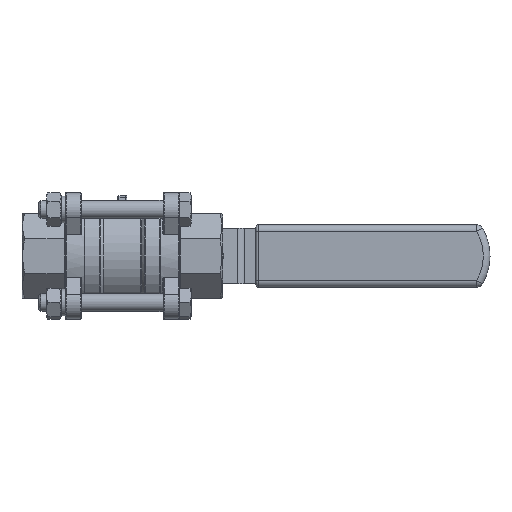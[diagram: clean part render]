
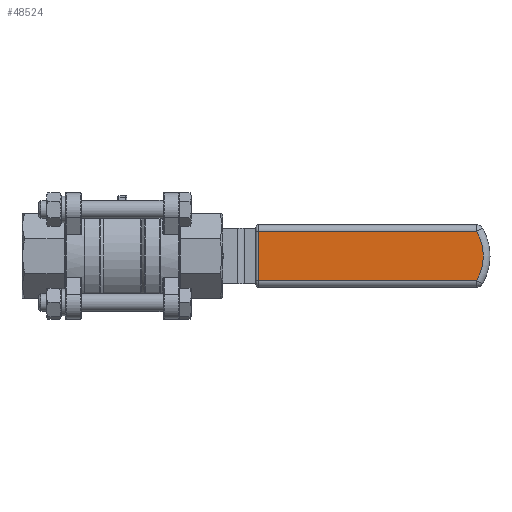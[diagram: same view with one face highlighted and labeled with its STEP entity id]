
A CAD part, front view. The second image highlights one B-rep face of the part: STEP entity #48524.
In plain terms, the highlighted planar face has unit normal (0, -1, 0).
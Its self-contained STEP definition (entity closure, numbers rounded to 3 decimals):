
#3903 = CARTESIAN_POINT ( 'NONE',  ( 160.711, 88., -11. ) ) ;
#4072 = VERTEX_POINT ( 'NONE', #42970 ) ;
#6095 = LINE ( 'NONE', #3903, #40951 ) ;
#12536 = DIRECTION ( 'NONE',  ( 0., 0., 1. ) ) ;
#15359 = PLANE ( 'NONE',  #25506 ) ;
#18406 = DIRECTION ( 'NONE',  ( 0., -1., 0. ) ) ;
#18987 = DIRECTION ( 'NONE',  ( -1., 0., 0. ) ) ;
#21043 = CARTESIAN_POINT ( 'NONE',  ( 159.052, 88., -11. ) ) ;
#21993 = VERTEX_POINT ( 'NONE', #21043 ) ;
#23637 = CARTESIAN_POINT ( 'NONE',  ( 159.052, 88., 11. ) ) ;
#23741 = FACE_OUTER_BOUND ( 'NONE', #63187, .T. ) ;
#25506 = AXIS2_PLACEMENT_3D ( 'NONE', #37776, #64814, #65295 ) ;
#26546 = ORIENTED_EDGE ( 'NONE', *, *, #57310, .T. ) ;
#27664 = ORIENTED_EDGE ( 'NONE', *, *, #72366, .T. ) ;
#28145 = ORIENTED_EDGE ( 'NONE', *, *, #32745, .T. ) ;
#32745 = EDGE_CURVE ( 'NONE', #21993, #60307, #52561, .T. ) ;
#36052 = VECTOR ( 'NONE', #48601, 1000. ) ;
#37434 = CARTESIAN_POINT ( 'NONE',  ( 60.985, 88., 14. ) ) ;
#37776 = CARTESIAN_POINT ( 'NONE',  ( 165., 88., 14. ) ) ;
#40951 = VECTOR ( 'NONE', #47709, 1000. ) ;
#42970 = CARTESIAN_POINT ( 'NONE',  ( 60.985, 88., 11. ) ) ;
#45798 = VECTOR ( 'NONE', #18987, 1000. ) ;
#46490 = CARTESIAN_POINT ( 'NONE',  ( 165., 88., 11. ) ) ;
#47709 = DIRECTION ( 'NONE',  ( 1., 0., 0. ) ) ;
#48524 = ADVANCED_FACE ( 'NONE', ( #23741 ), #15359, .F. ) ;
#48601 = DIRECTION ( 'NONE',  ( 0., 0., -1. ) ) ;
#49094 = LINE ( 'NONE', #37434, #36052 ) ;
#52529 = EDGE_CURVE ( 'NONE', #60307, #4072, #57952, .T. ) ;
#52561 = CIRCLE ( 'NONE', #63431, 22. ) ;
#53234 = VERTEX_POINT ( 'NONE', #64675 ) ;
#57310 = EDGE_CURVE ( 'NONE', #53234, #21993, #6095, .T. ) ;
#57952 = LINE ( 'NONE', #46490, #45798 ) ;
#60307 = VERTEX_POINT ( 'NONE', #23637 ) ;
#63187 = EDGE_LOOP ( 'NONE', ( #27664, #26546, #28145, #70955 ) ) ;
#63431 = AXIS2_PLACEMENT_3D ( 'NONE', #67409, #18406, #12536 ) ;
#64675 = CARTESIAN_POINT ( 'NONE',  ( 60.985, 88., -11. ) ) ;
#64814 = DIRECTION ( 'NONE',  ( 0., 1., 0. ) ) ;
#65295 = DIRECTION ( 'NONE',  ( 0., 0., 1. ) ) ;
#67409 = CARTESIAN_POINT ( 'NONE',  ( 139.999, 88., 0. ) ) ;
#70955 = ORIENTED_EDGE ( 'NONE', *, *, #52529, .T. ) ;
#72366 = EDGE_CURVE ( 'NONE', #4072, #53234, #49094, .T. ) ;
